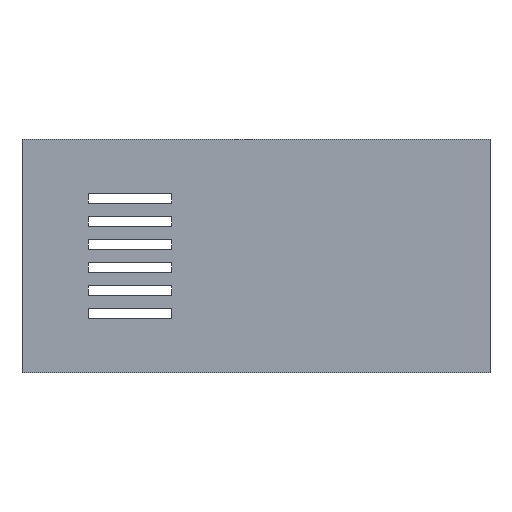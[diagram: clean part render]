
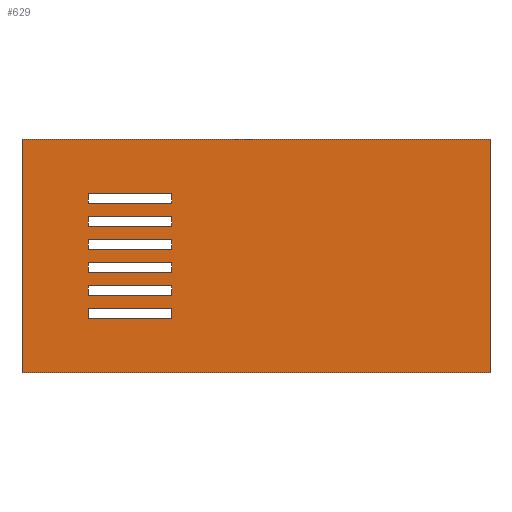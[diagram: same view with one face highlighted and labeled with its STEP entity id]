
A CAD part, top view. The second image highlights one B-rep face of the part: STEP entity #629.
In plain terms, the highlighted planar face has unit normal (0, 0, 1).
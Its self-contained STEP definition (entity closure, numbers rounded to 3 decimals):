
#15=FACE_BOUND('',#82,.T.);
#16=FACE_BOUND('',#83,.T.);
#17=FACE_BOUND('',#84,.T.);
#18=FACE_BOUND('',#85,.T.);
#19=FACE_BOUND('',#86,.T.);
#20=FACE_BOUND('',#87,.T.);
#51=FACE_OUTER_BOUND('',#81,.T.);
#81=EDGE_LOOP('',(#503,#504,#505,#506));
#82=EDGE_LOOP('',(#507,#508,#509,#510));
#83=EDGE_LOOP('',(#511,#512,#513,#514));
#84=EDGE_LOOP('',(#515,#516,#517,#518));
#85=EDGE_LOOP('',(#519,#520,#521,#522));
#86=EDGE_LOOP('',(#523,#524,#525,#526));
#87=EDGE_LOOP('',(#527,#528,#529,#530));
#99=LINE('',#829,#183);
#103=LINE('',#837,#187);
#106=LINE('',#843,#190);
#109=LINE('',#848,#193);
#111=LINE('',#853,#195);
#115=LINE('',#861,#199);
#118=LINE('',#867,#202);
#121=LINE('',#872,#205);
#123=LINE('',#877,#207);
#127=LINE('',#885,#211);
#130=LINE('',#891,#214);
#133=LINE('',#896,#217);
#135=LINE('',#901,#219);
#139=LINE('',#909,#223);
#142=LINE('',#915,#226);
#145=LINE('',#920,#229);
#147=LINE('',#925,#231);
#151=LINE('',#933,#235);
#154=LINE('',#939,#238);
#157=LINE('',#944,#241);
#159=LINE('',#949,#243);
#163=LINE('',#957,#247);
#166=LINE('',#963,#250);
#169=LINE('',#968,#253);
#171=LINE('',#973,#255);
#172=LINE('',#975,#256);
#173=LINE('',#977,#257);
#174=LINE('',#978,#258);
#183=VECTOR('',#683,10.);
#187=VECTOR('',#689,10.);
#190=VECTOR('',#694,10.);
#193=VECTOR('',#699,10.);
#195=VECTOR('',#703,10.);
#199=VECTOR('',#709,10.);
#202=VECTOR('',#714,10.);
#205=VECTOR('',#719,10.);
#207=VECTOR('',#723,10.);
#211=VECTOR('',#729,10.);
#214=VECTOR('',#734,10.);
#217=VECTOR('',#739,10.);
#219=VECTOR('',#743,10.);
#223=VECTOR('',#749,10.);
#226=VECTOR('',#754,10.);
#229=VECTOR('',#759,10.);
#231=VECTOR('',#763,10.);
#235=VECTOR('',#769,10.);
#238=VECTOR('',#774,10.);
#241=VECTOR('',#779,10.);
#243=VECTOR('',#783,10.);
#247=VECTOR('',#789,10.);
#250=VECTOR('',#794,10.);
#253=VECTOR('',#799,10.);
#255=VECTOR('',#803,10.);
#256=VECTOR('',#804,10.);
#257=VECTOR('',#805,10.);
#258=VECTOR('',#806,10.);
#267=VERTEX_POINT('',#827);
#268=VERTEX_POINT('',#828);
#271=VERTEX_POINT('',#836);
#273=VERTEX_POINT('',#842);
#275=VERTEX_POINT('',#851);
#276=VERTEX_POINT('',#852);
#279=VERTEX_POINT('',#860);
#281=VERTEX_POINT('',#866);
#283=VERTEX_POINT('',#875);
#284=VERTEX_POINT('',#876);
#287=VERTEX_POINT('',#884);
#289=VERTEX_POINT('',#890);
#291=VERTEX_POINT('',#899);
#292=VERTEX_POINT('',#900);
#295=VERTEX_POINT('',#908);
#297=VERTEX_POINT('',#914);
#299=VERTEX_POINT('',#923);
#300=VERTEX_POINT('',#924);
#303=VERTEX_POINT('',#932);
#305=VERTEX_POINT('',#938);
#307=VERTEX_POINT('',#947);
#308=VERTEX_POINT('',#948);
#311=VERTEX_POINT('',#956);
#313=VERTEX_POINT('',#962);
#315=VERTEX_POINT('',#971);
#316=VERTEX_POINT('',#972);
#317=VERTEX_POINT('',#974);
#318=VERTEX_POINT('',#976);
#323=EDGE_CURVE('',#267,#268,#99,.T.);
#327=EDGE_CURVE('',#268,#271,#103,.T.);
#330=EDGE_CURVE('',#271,#273,#106,.T.);
#333=EDGE_CURVE('',#273,#267,#109,.T.);
#335=EDGE_CURVE('',#275,#276,#111,.T.);
#339=EDGE_CURVE('',#276,#279,#115,.T.);
#342=EDGE_CURVE('',#279,#281,#118,.T.);
#345=EDGE_CURVE('',#281,#275,#121,.T.);
#347=EDGE_CURVE('',#283,#284,#123,.T.);
#351=EDGE_CURVE('',#284,#287,#127,.T.);
#354=EDGE_CURVE('',#287,#289,#130,.T.);
#357=EDGE_CURVE('',#289,#283,#133,.T.);
#359=EDGE_CURVE('',#291,#292,#135,.T.);
#363=EDGE_CURVE('',#292,#295,#139,.T.);
#366=EDGE_CURVE('',#295,#297,#142,.T.);
#369=EDGE_CURVE('',#297,#291,#145,.T.);
#371=EDGE_CURVE('',#299,#300,#147,.T.);
#375=EDGE_CURVE('',#300,#303,#151,.T.);
#378=EDGE_CURVE('',#303,#305,#154,.T.);
#381=EDGE_CURVE('',#305,#299,#157,.T.);
#383=EDGE_CURVE('',#307,#308,#159,.T.);
#387=EDGE_CURVE('',#308,#311,#163,.T.);
#390=EDGE_CURVE('',#311,#313,#166,.T.);
#393=EDGE_CURVE('',#313,#307,#169,.T.);
#395=EDGE_CURVE('',#315,#316,#171,.T.);
#396=EDGE_CURVE('',#315,#317,#172,.T.);
#397=EDGE_CURVE('',#318,#317,#173,.T.);
#398=EDGE_CURVE('',#316,#318,#174,.T.);
#503=ORIENTED_EDGE('',*,*,#395,.F.);
#504=ORIENTED_EDGE('',*,*,#396,.T.);
#505=ORIENTED_EDGE('',*,*,#397,.F.);
#506=ORIENTED_EDGE('',*,*,#398,.F.);
#507=ORIENTED_EDGE('',*,*,#330,.T.);
#508=ORIENTED_EDGE('',*,*,#333,.T.);
#509=ORIENTED_EDGE('',*,*,#323,.T.);
#510=ORIENTED_EDGE('',*,*,#327,.T.);
#511=ORIENTED_EDGE('',*,*,#342,.T.);
#512=ORIENTED_EDGE('',*,*,#345,.T.);
#513=ORIENTED_EDGE('',*,*,#335,.T.);
#514=ORIENTED_EDGE('',*,*,#339,.T.);
#515=ORIENTED_EDGE('',*,*,#354,.T.);
#516=ORIENTED_EDGE('',*,*,#357,.T.);
#517=ORIENTED_EDGE('',*,*,#347,.T.);
#518=ORIENTED_EDGE('',*,*,#351,.T.);
#519=ORIENTED_EDGE('',*,*,#366,.T.);
#520=ORIENTED_EDGE('',*,*,#369,.T.);
#521=ORIENTED_EDGE('',*,*,#359,.T.);
#522=ORIENTED_EDGE('',*,*,#363,.T.);
#523=ORIENTED_EDGE('',*,*,#378,.T.);
#524=ORIENTED_EDGE('',*,*,#381,.T.);
#525=ORIENTED_EDGE('',*,*,#371,.T.);
#526=ORIENTED_EDGE('',*,*,#375,.T.);
#527=ORIENTED_EDGE('',*,*,#390,.T.);
#528=ORIENTED_EDGE('',*,*,#393,.T.);
#529=ORIENTED_EDGE('',*,*,#383,.T.);
#530=ORIENTED_EDGE('',*,*,#387,.T.);
#599=PLANE('',#673);
#629=ADVANCED_FACE('',(#51,#15,#16,#17,#18,#19,#20),#599,.T.);
#673=AXIS2_PLACEMENT_3D('',#970,#801,#802);
#683=DIRECTION('',(0.,1.,0.));
#689=DIRECTION('',(1.,0.,0.));
#694=DIRECTION('',(0.,-1.,0.));
#699=DIRECTION('',(-1.,0.,0.));
#703=DIRECTION('',(0.,1.,0.));
#709=DIRECTION('',(1.,0.,0.));
#714=DIRECTION('',(0.,-1.,0.));
#719=DIRECTION('',(-1.,0.,0.));
#723=DIRECTION('',(0.,1.,0.));
#729=DIRECTION('',(1.,0.,0.));
#734=DIRECTION('',(0.,-1.,0.));
#739=DIRECTION('',(-1.,0.,0.));
#743=DIRECTION('',(0.,1.,0.));
#749=DIRECTION('',(1.,0.,0.));
#754=DIRECTION('',(0.,-1.,0.));
#759=DIRECTION('',(-1.,0.,0.));
#763=DIRECTION('',(0.,1.,0.));
#769=DIRECTION('',(1.,0.,0.));
#774=DIRECTION('',(0.,-1.,0.));
#779=DIRECTION('',(-1.,0.,0.));
#783=DIRECTION('',(0.,1.,0.));
#789=DIRECTION('',(1.,0.,0.));
#794=DIRECTION('',(0.,-1.,0.));
#799=DIRECTION('',(-1.,0.,0.));
#801=DIRECTION('center_axis',(0.,0.,1.));
#802=DIRECTION('ref_axis',(1.,0.,0.));
#803=DIRECTION('',(-1.,0.,0.));
#804=DIRECTION('',(0.,1.,0.));
#805=DIRECTION('',(1.,0.,0.));
#806=DIRECTION('',(0.,1.,0.));
#827=CARTESIAN_POINT('',(-140.85,60.16,-81.551));
#828=CARTESIAN_POINT('',(-140.85,65.993,-81.551));
#829=CARTESIAN_POINT('',(-140.85,32.997,-81.551));
#836=CARTESIAN_POINT('',(-90.85,65.993,-81.551));
#837=CARTESIAN_POINT('',(-135.711,65.993,-81.551));
#842=CARTESIAN_POINT('',(-90.85,60.16,-81.551));
#843=CARTESIAN_POINT('',(-90.85,30.08,-81.551));
#848=CARTESIAN_POINT('',(-160.711,60.16,-81.551));
#851=CARTESIAN_POINT('',(-140.85,101.66,-81.551));
#852=CARTESIAN_POINT('',(-140.85,107.493,-81.551));
#853=CARTESIAN_POINT('',(-140.85,53.747,-81.551));
#860=CARTESIAN_POINT('',(-90.85,107.493,-81.551));
#861=CARTESIAN_POINT('',(-135.711,107.493,-81.551));
#866=CARTESIAN_POINT('',(-90.85,101.66,-81.551));
#867=CARTESIAN_POINT('',(-90.85,50.83,-81.551));
#872=CARTESIAN_POINT('',(-160.711,101.66,-81.551));
#875=CARTESIAN_POINT('',(-140.85,46.326,-81.551));
#876=CARTESIAN_POINT('',(-140.85,52.16,-81.551));
#877=CARTESIAN_POINT('',(-140.85,26.08,-81.551));
#884=CARTESIAN_POINT('',(-90.85,52.16,-81.551));
#885=CARTESIAN_POINT('',(-135.711,52.16,-81.551));
#890=CARTESIAN_POINT('',(-90.85,46.326,-81.551));
#891=CARTESIAN_POINT('',(-90.85,23.163,-81.551));
#896=CARTESIAN_POINT('',(-160.711,46.326,-81.551));
#899=CARTESIAN_POINT('',(-140.85,73.993,-81.551));
#900=CARTESIAN_POINT('',(-140.85,79.826,-81.551));
#901=CARTESIAN_POINT('',(-140.85,39.913,-81.551));
#908=CARTESIAN_POINT('',(-90.85,79.826,-81.551));
#909=CARTESIAN_POINT('',(-135.711,79.826,-81.551));
#914=CARTESIAN_POINT('',(-90.85,73.993,-81.551));
#915=CARTESIAN_POINT('',(-90.85,36.997,-81.551));
#920=CARTESIAN_POINT('',(-160.711,73.993,-81.551));
#923=CARTESIAN_POINT('',(-140.85,87.826,-81.551));
#924=CARTESIAN_POINT('',(-140.85,93.66,-81.551));
#925=CARTESIAN_POINT('',(-140.85,46.83,-81.551));
#932=CARTESIAN_POINT('',(-90.85,93.66,-81.551));
#933=CARTESIAN_POINT('',(-135.711,93.66,-81.551));
#938=CARTESIAN_POINT('',(-90.85,87.826,-81.551));
#939=CARTESIAN_POINT('',(-90.85,43.913,-81.551));
#944=CARTESIAN_POINT('',(-160.711,87.826,-81.551));
#947=CARTESIAN_POINT('',(-140.85,32.5,-81.551));
#948=CARTESIAN_POINT('',(-140.85,38.326,-81.551));
#949=CARTESIAN_POINT('',(-140.85,19.163,-81.551));
#956=CARTESIAN_POINT('',(-90.85,38.326,-81.551));
#957=CARTESIAN_POINT('',(-135.711,38.326,-81.551));
#962=CARTESIAN_POINT('',(-90.85,32.5,-81.551));
#963=CARTESIAN_POINT('',(-90.85,16.25,-81.551));
#968=CARTESIAN_POINT('',(-160.711,32.5,-81.551));
#970=CARTESIAN_POINT('Origin',(-180.571,0.,-81.551));
#971=CARTESIAN_POINT('',(99.952,0.,-81.551));
#972=CARTESIAN_POINT('',(-180.571,0.,-81.551));
#973=CARTESIAN_POINT('',(-177.571,0.,-81.551));
#974=CARTESIAN_POINT('',(99.952,140.,-81.551));
#975=CARTESIAN_POINT('',(99.952,0.,-81.551));
#976=CARTESIAN_POINT('',(-180.571,140.,-81.551));
#977=CARTESIAN_POINT('',(-177.571,140.,-81.551));
#978=CARTESIAN_POINT('',(-180.571,0.,-81.551));
